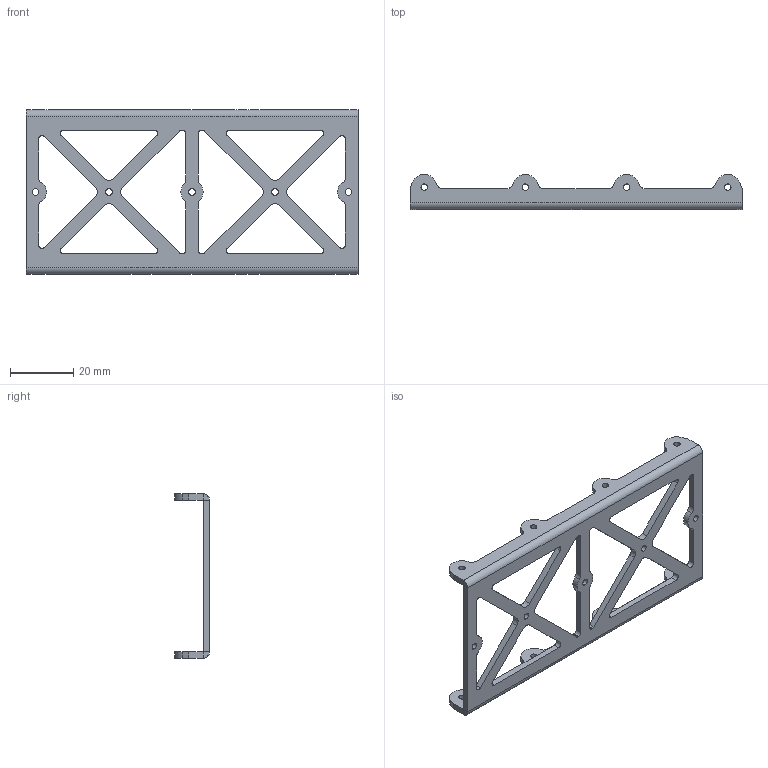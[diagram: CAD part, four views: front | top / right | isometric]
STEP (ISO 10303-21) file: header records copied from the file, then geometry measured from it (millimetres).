
FILE_DESCRIPTION (( 'STEP AP214' ), '1' );
FILE_NAME ('06_LegSpacer_Alu_Bend_NimbroOP_v0.1.STEP', '2012-10-07T10:32:06', ( 'schreiber' ), ( '' ), 'SwSTEP 2.0', 'SolidWorks 2012', '' );
FILE_SCHEMA (( 'AUTOMOTIVE_DESIGN' ));
Length unit declared in the file: millimetre
Products named in the file (1): 06_LegSpacer_Alu_Bend_NimbroOP_v0.1
Bounding box: 105 x 11.03 x 52 mm (x, y, z)
Volume: 7609.4 mm3; surface area: 9853 mm2
Topology: 1 solids, 1 shells, 156 faces, 446 edges, 292 vertices
Faces by surface type: cylinder 96, plane 60
Entity records: 5272 total; most frequent: DIRECTION 952, CARTESIAN_POINT 895, ORIENTED_EDGE 892, EDGE_CURVE 446, AXIS2_PLACEMENT_3D 349, VERTEX_POINT 292, LINE 254, VECTOR 254
